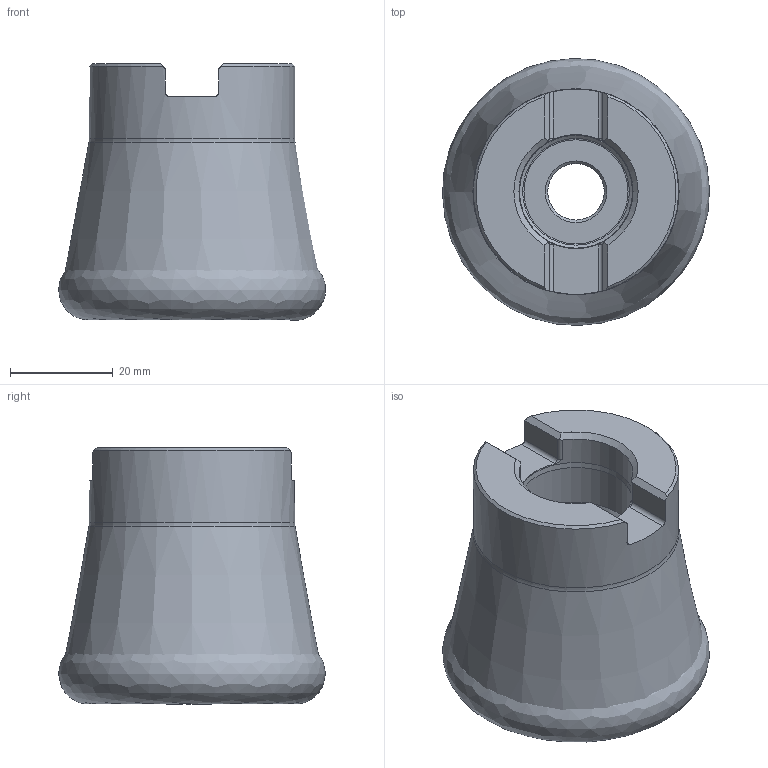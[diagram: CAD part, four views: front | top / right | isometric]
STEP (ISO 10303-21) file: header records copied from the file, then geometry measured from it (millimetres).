
FILE_DESCRIPTION(/* description */ (''),/* implementation_level */ '2;1');
FILE_NAME(/* name */ '52A05R_SCMORD12_C_SIM.stp',/* time_stamp */ '2018-04-20T08:53:59+02:00',/* author */ (''),/* organization */ (''),/* preprocessor_version */ 'ST-DEVELOPER v15',/* originating_system */ 'SIEMENS PLM Software NX 8.5',/* authorisation */ '');
FILE_SCHEMA (('AUTOMOTIVE_DESIGN { 1 0 10303 214 3 1 1 1 }'));
Length unit declared in the file: millimetre
Products named in the file (1): hm1517BC201Cgtlm
Bounding box: 51.99 x 51.99 x 50 mm (x, y, z)
Volume: 71348.1 mm3; surface area: 17124.1 mm2
Topology: 2 solids, 2 shells, 56 faces, 142 edges, 89 vertices
Faces by surface type: cylinder 19, plane 15, cone 11, torus 10, revolution 1
Full cylindrical faces by diameter (mm): 11 x1, 18.1 x1, 22.006 x1, 22.2 x1, 40 x1
Entity records: 1695 total; most frequent: CARTESIAN_POINT 445, DIRECTION 255, ORIENTED_EDGE 228, EDGE_CURVE 114, AXIS2_PLACEMENT_3D 111, VERTEX_POINT 81, EDGE_LOOP 76, ADVANCED_FACE 56
